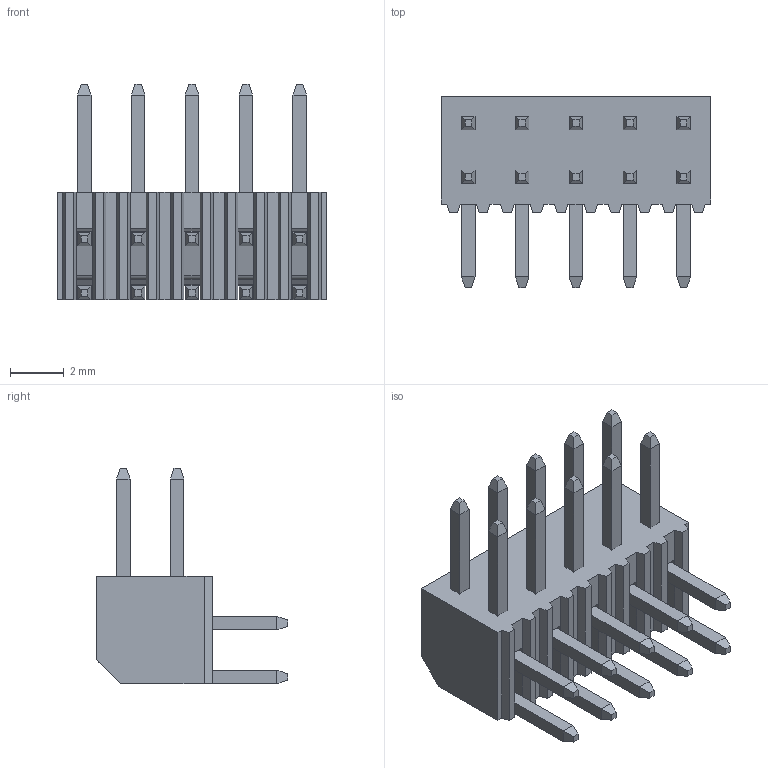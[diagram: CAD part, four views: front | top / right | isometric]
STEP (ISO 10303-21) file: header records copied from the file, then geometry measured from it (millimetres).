
FILE_DESCRIPTION(('Creo Elements/Direct Modeling STEP Export'),'2;1');
FILE_NAME('BBHAB010GB00.stp','2019-06-25T10:55:36',(''),(''),'Creo Elements/Direct Modeling STEP processor for AP214 (Solid Model)','Creo Elements/Direct Modeling 18.1B 29-Sep-2012 (C) Parametric Technology GmbH','');
FILE_SCHEMA(('AUTOMOTIVE_DESIGN { 1 0 10303 214 1 1 1 1 }'));
Length unit declared in the file: millimetre
Products named in the file (14): A_1_PRT_2_PRT.PRT.1.1.1; MSBR_BODY_23_1_PRT_5_1_1_PRT_2_.PRT.1.1; MSBR_BODY_23_1_PRT_5_1_1_PRT_2_.PRT.1.1.2; MSBR_BODY_23_1_PRT_5_1_1_PRT_2_.PRT.1.1.3; MSBR_BODY_23_1_PRT_5_1_1_PRT_2_.PRT.1.1.4; MSBR_BODY_23_1_PRT_5_1_1_PRT_2_.PRT.1.1.5; MSBR_BODY_36_1_PRT_28_PRT_2.PRT.1.1; MSBR_BODY_36_1_PRT_28_PRT_2.PRT.1.1.2; MSBR_BODY_36_1_PRT_28_PRT_2.PRT.1.1.3; MSBR_BODY_36_1_PRT_28_PRT_2.PRT.1.1.4; MSBR_BODY_36_1_PRT_28_PRT_2.PRT.1.1.5
Assembly tree (11 placements, depth 2):
  A_1_PRT_2_PRT.PRT.1.1.1
    A_1_PRT_2_PRT.PRT.1.1.1
  MSBR_BODY_23_1_PRT_5_1_1_PRT_2_.PRT.1.1
    MSBR_BODY_23_1_PRT_5_1_1_PRT_2_.PRT.1.1
  MSBR_BODY_23_1_PRT_5_1_1_PRT_2_.PRT.1.1.2
    MSBR_BODY_23_1_PRT_5_1_1_PRT_2_.PRT.1.1
  MSBR_BODY_23_1_PRT_5_1_1_PRT_2_.PRT.1.1.3
    MSBR_BODY_23_1_PRT_5_1_1_PRT_2_.PRT.1.1
  MSBR_BODY_23_1_PRT_5_1_1_PRT_2_.PRT.1.1.4
    MSBR_BODY_23_1_PRT_5_1_1_PRT_2_.PRT.1.1
Bounding box: 10 x 7.1 x 8 mm (x, y, z)
Volume: 164.6 mm3; surface area: 532.6 mm2
Topology: 11 solids, 11 shells, 356 faces, 874 edges, 530 vertices
Faces by surface type: plane 321, cylinder 35
Entity records: 6673 total; most frequent: CARTESIAN_POINT 1166, ORIENTED_EDGE 1108, DIRECTION 1030, EDGE_CURVE 554, VECTOR 506, LINE 506, VERTEX_POINT 338, AXIS2_PLACEMENT_3D 262
